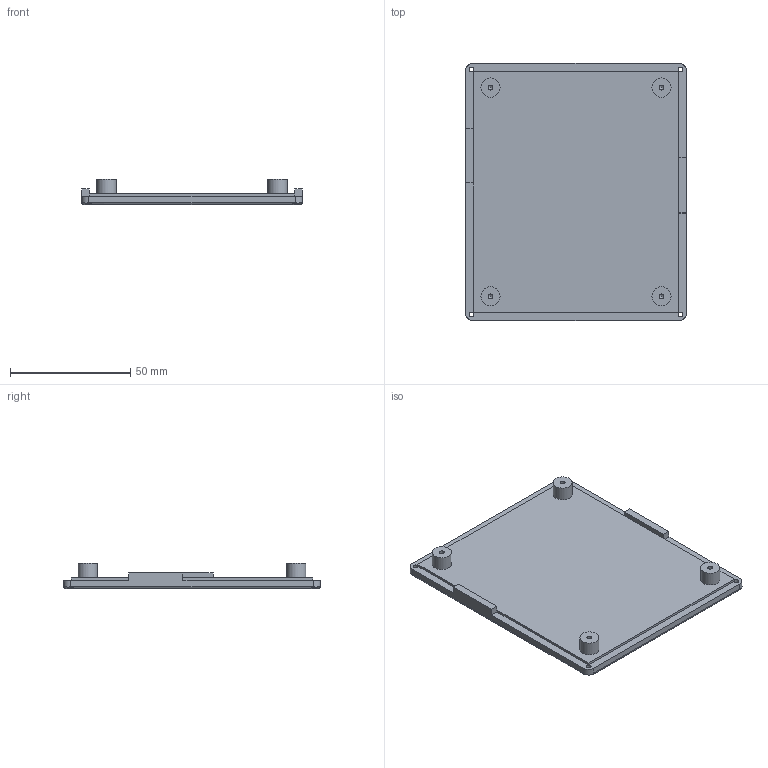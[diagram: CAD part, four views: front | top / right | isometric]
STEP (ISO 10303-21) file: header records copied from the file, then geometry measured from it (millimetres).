
FILE_DESCRIPTION(/* description */ (''),/* implementation_level */ '2;1');
FILE_NAME(/* name */ 'MotorDriverEnclosure_lid.stp',/* time_stamp */ '2015-11-05T01:29:50+01:00',/* author */ ('Lauszus'),/* organization */ (''),/* preprocessor_version */ 'ST-DEVELOPER v15.6',/* originating_system */ 'Autodesk Inventor 2015',/* authorisation */ '');
FILE_SCHEMA (('AUTOMOTIVE_DESIGN { 1 0 10303 214 3 1 1 }'));
Length unit declared in the file: millimetre
Products named in the file (2): MotorDriverEnclosure_lid
Bounding box: 92 x 107 x 10.5 mm (x, y, z)
Volume: 44363.5 mm3; surface area: 22343.8 mm2
Topology: 1 solids, 1 shells, 54 faces, 156 edges, 100 vertices
Faces by surface type: plane 26, cylinder 20, cone 8
Full cylindrical faces by diameter (mm): 2 x8, 8 x4
Entity records: 1728 total; most frequent: CARTESIAN_POINT 425, DIRECTION 254, ORIENTED_EDGE 248, EDGE_CURVE 124, AXIS2_PLACEMENT_3D 93, VERTEX_POINT 88, EDGE_LOOP 78, LINE 68
